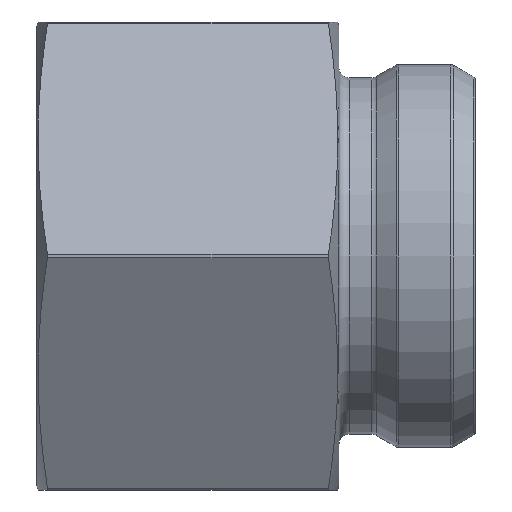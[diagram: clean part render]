
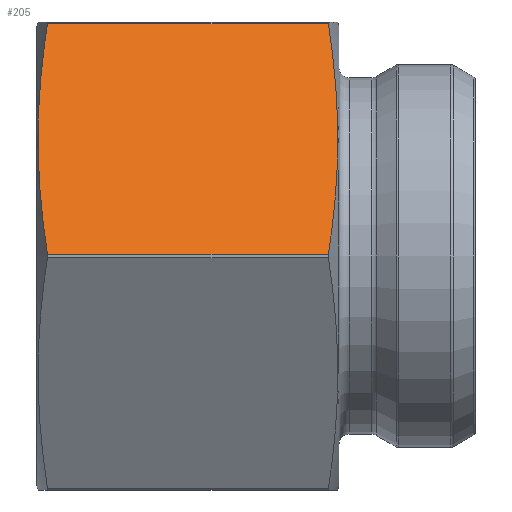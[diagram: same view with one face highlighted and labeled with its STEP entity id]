
A CAD part, front view. The second image highlights one B-rep face of the part: STEP entity #205.
In plain terms, the highlighted planar face has unit normal (0, -0.866, 0.5).
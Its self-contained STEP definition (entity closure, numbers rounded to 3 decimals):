
#205=ADVANCED_FACE('',(#252),#240,.F.);
#240=PLANE('',#587);
#252=FACE_OUTER_BOUND('',#264,.T.);
#264=EDGE_LOOP('',(#342,#343,#344,#345));
#324=B_SPLINE_CURVE_WITH_KNOTS('',3,(#836,#837,#838,#839,#840),
 .UNSPECIFIED.,.F.,.F.,(4,1,4),(0.,0.5,1.),.UNSPECIFIED.);
#325=B_SPLINE_CURVE_WITH_KNOTS('',3,(#844,#845,#846,#847,#848),
 .UNSPECIFIED.,.F.,.F.,(4,1,4),(0.,0.5,1.),.UNSPECIFIED.);
#342=ORIENTED_EDGE('',*,*,#504,.T.);
#343=ORIENTED_EDGE('',*,*,#506,.T.);
#344=ORIENTED_EDGE('',*,*,#507,.F.);
#345=ORIENTED_EDGE('',*,*,#508,.T.);
#456=VERTEX_POINT('',#831);
#457=VERTEX_POINT('',#833);
#458=VERTEX_POINT('',#841);
#459=VERTEX_POINT('',#843);
#504=EDGE_CURVE('',#457,#456,#560,.T.);
#506=EDGE_CURVE('',#456,#458,#324,.T.);
#507=EDGE_CURVE('',#459,#458,#561,.T.);
#508=EDGE_CURVE('',#459,#457,#325,.T.);
#560=LINE('',#832,#572);
#561=LINE('',#842,#573);
#572=VECTOR('',#662,1.);
#573=VECTOR('',#667,1.);
#587=AXIS2_PLACEMENT_3D('',#849,#668,#669);
#662=DIRECTION('',(-1.,0.,0.));
#667=DIRECTION('',(-1.,0.,0.));
#668=DIRECTION('',(0.,0.866,-0.5));
#669=DIRECTION('',(0.,0.5,0.866));
#831=CARTESIAN_POINT('',(1.247,-15.979,27.323));
#832=CARTESIAN_POINT('',(51.5,-15.979,27.323));
#833=CARTESIAN_POINT('',(34.253,-15.979,27.323));
#836=CARTESIAN_POINT('',(1.247,-15.979,27.323));
#837=CARTESIAN_POINT('',(0.554,-18.591,22.799));
#838=CARTESIAN_POINT('',(-0.286,-23.816,13.75));
#839=CARTESIAN_POINT('',(0.554,-29.04,4.701));
#840=CARTESIAN_POINT('',(1.247,-31.652,0.177));
#841=CARTESIAN_POINT('',(1.247,-31.652,0.177));
#842=CARTESIAN_POINT('',(51.5,-31.652,0.177));
#843=CARTESIAN_POINT('',(34.253,-31.652,0.177));
#844=CARTESIAN_POINT('',(34.253,-31.652,0.177));
#845=CARTESIAN_POINT('',(34.946,-29.04,4.701));
#846=CARTESIAN_POINT('',(35.786,-23.816,13.75));
#847=CARTESIAN_POINT('',(34.946,-18.591,22.799));
#848=CARTESIAN_POINT('',(34.253,-15.979,27.323));
#849=CARTESIAN_POINT('',(51.5,-15.979,27.323));
